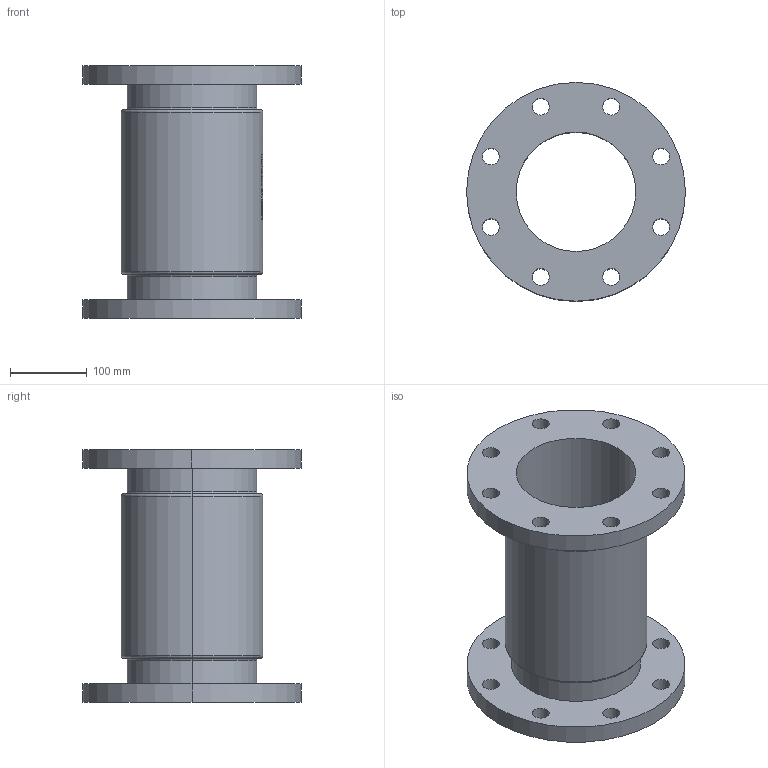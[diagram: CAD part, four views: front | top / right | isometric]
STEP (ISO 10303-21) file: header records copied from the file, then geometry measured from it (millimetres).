
FILE_DESCRIPTION (( 'STEP AP214' ), '1' );
FILE_NAME ('7120000_DN150_PN16_51420271.STEP', '2022-02-18T10:47:18', ( 'axxx' ), ( 'Hewlett-Packard Company' ), 'SwSTEP 2.0', 'SolidWorks 2019', '' );
FILE_SCHEMA (( 'AUTOMOTIVE_DESIGN' ));
Length unit declared in the file: millimetre
Products named in the file (1): 7120000_DN150_PN16_51420271
Bounding box: 285 x 285 x 329 mm (x, y, z)
Volume: 3880500.9 mm3; surface area: 560980.9 mm2
Topology: 1 solids, 1 shells, 524 faces, 1366 edges, 908 vertices
Faces by surface type: plane 255, bspline 199, cylinder 62, torus 8
Entity records: 28235 total; most frequent: CARTESIAN_POINT 16598, ORIENTED_EDGE 2732, DIRECTION 1739, EDGE_CURVE 1366, VERTEX_POINT 908, VECTOR 751, LINE 751, EDGE_LOOP 622
